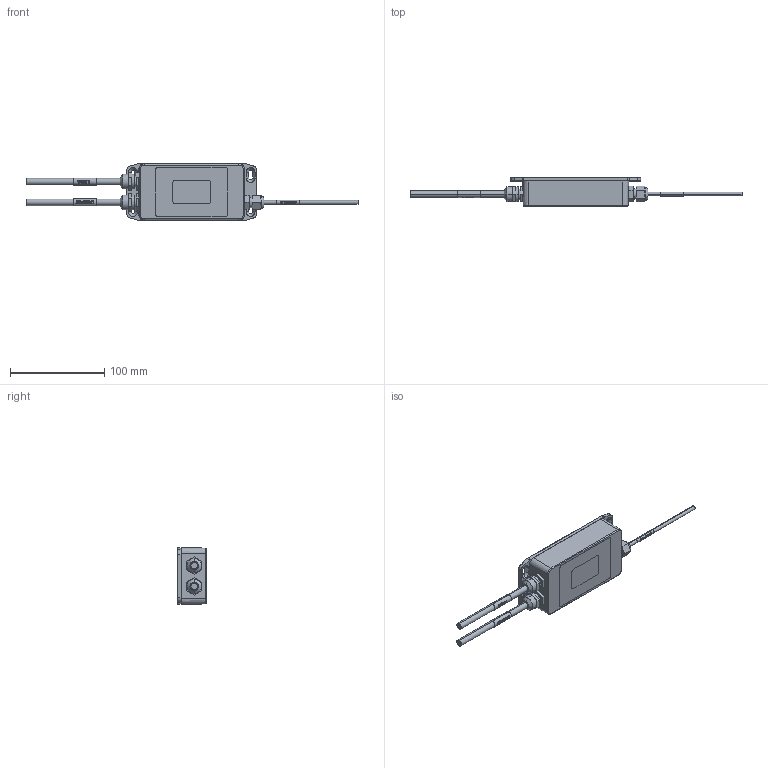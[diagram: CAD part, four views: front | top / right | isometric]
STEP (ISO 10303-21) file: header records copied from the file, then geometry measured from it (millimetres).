
FILE_DESCRIPTION (( 'STEP AP214' ), '1' );
FILE_NAME ('RCTi-IRF - ASSY.STEP', '2023-11-07T18:37:27', ( '' ), ( '' ), 'SwSTEP 2.0', 'SolidWorks 2021', '' );
FILE_SCHEMA (( 'AUTOMOTIVE_DESIGN' ));
Length unit declared in the file: millimetre
Products named in the file (10): COVER; GLAND 2; LABEL - PRODUCT; LABEL - ID; GLAND 1; CABLE - SIGNAL; BASE; CABLE - 1234; CABLE - OUTPUT; RCTi-IRF - ASSY
Assembly tree (10 placements, depth 2):
  RCTi-IRF - ASSY
    BASE
    COVER
    LABEL - ID
    LABEL - PRODUCT
    GLAND 1
    GLAND 2  x2
    CABLE - OUTPUT
    CABLE - 1234
    CABLE - SIGNAL
Bounding box: 352.9 x 31.35 x 60.5 mm (x, y, z)
Volume: 82171.5 mm3; surface area: 71556.7 mm2
Topology: 13 solids, 13 shells, 504 faces, 1272 edges, 830 vertices
Faces by surface type: plane 253, bspline 112, cylinder 99, cone 26, torus 14
Entity records: 22283 total; most frequent: CARTESIAN_POINT 7564, ORIENTED_EDGE 2428, DIRECTION 2038, EDGE_CURVE 1214, VERTEX_POINT 792, AXIS2_PLACEMENT_3D 691, VECTOR 656, LINE 656
